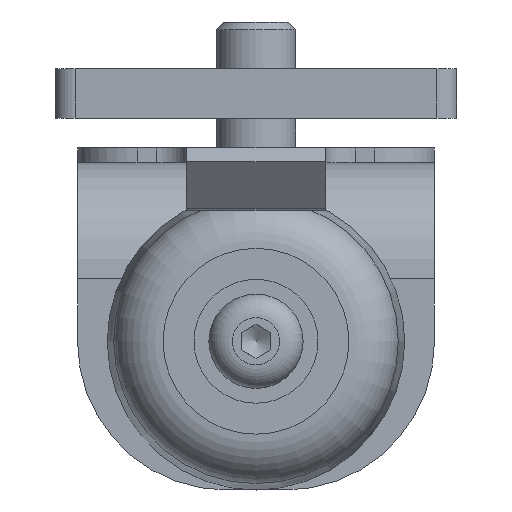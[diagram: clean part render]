
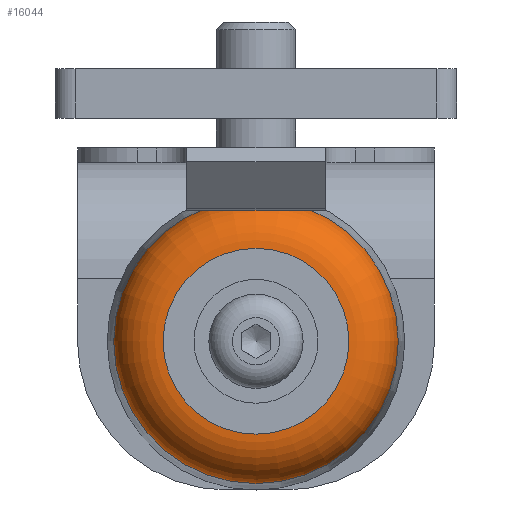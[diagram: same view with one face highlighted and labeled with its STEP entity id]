
A CAD part, left-side view. The second image highlights one B-rep face of the part: STEP entity #16044.
In plain terms, the highlighted toroidal (fillet/blend) face has major radius 9.37 mm and minor radius 5 mm.
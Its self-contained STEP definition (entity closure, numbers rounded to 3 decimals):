
#2373=TOROIDAL_SURFACE('',#17176,9.37,5.);
#2543=FACE_OUTER_BOUND('',#3489,.T.);
#3489=EDGE_LOOP('',(#9735,#9736,#9737,#9738,#9739));
#4968=CIRCLE('',#17175,9.37);
#4969=CIRCLE('',#17177,14.355);
#4970=CIRCLE('',#17178,14.355);
#4971=CIRCLE('',#17179,5.);
#5140=VERTEX_POINT('',#21136);
#5141=VERTEX_POINT('',#21139);
#5142=VERTEX_POINT('',#21140);
#6966=EDGE_CURVE('',#5140,#5140,#4968,.T.);
#6967=EDGE_CURVE('',#5141,#5142,#4969,.T.);
#6968=EDGE_CURVE('',#5142,#5141,#4970,.T.);
#6969=EDGE_CURVE('',#5142,#5140,#4971,.T.);
#9735=ORIENTED_EDGE('',*,*,#6967,.F.);
#9736=ORIENTED_EDGE('',*,*,#6968,.F.);
#9737=ORIENTED_EDGE('',*,*,#6969,.T.);
#9738=ORIENTED_EDGE('',*,*,#6966,.T.);
#9739=ORIENTED_EDGE('',*,*,#6969,.F.);
#16044=ADVANCED_FACE('',(#2543),#2373,.T.);
#17175=AXIS2_PLACEMENT_3D('',#21137,#18449,#18450);
#17176=AXIS2_PLACEMENT_3D('',#21138,#18451,#18452);
#17177=AXIS2_PLACEMENT_3D('',#21141,#18453,#18454);
#17178=AXIS2_PLACEMENT_3D('',#21142,#18455,#18456);
#17179=AXIS2_PLACEMENT_3D('',#21143,#18457,#18458);
#18449=DIRECTION('center_axis',(0.,-1.,0.));
#18450=DIRECTION('ref_axis',(1.,0.,0.));
#18451=DIRECTION('center_axis',(0.,-1.,0.));
#18452=DIRECTION('ref_axis',(0.,0.,-1.));
#18453=DIRECTION('center_axis',(0.,-1.,0.));
#18454=DIRECTION('ref_axis',(1.,0.,0.));
#18455=DIRECTION('center_axis',(0.,-1.,0.));
#18456=DIRECTION('ref_axis',(1.,0.,0.));
#18457=DIRECTION('center_axis',(-1.,0.,0.));
#18458=DIRECTION('ref_axis',(0.,0.,1.));
#21136=CARTESIAN_POINT('',(0.,13.,9.37));
#21137=CARTESIAN_POINT('Origin',(0.,13.,0.));
#21138=CARTESIAN_POINT('Origin',(0.,8.,0.));
#21139=CARTESIAN_POINT('',(-14.355,8.383,0.));
#21140=CARTESIAN_POINT('',(0.,8.383,14.355));
#21141=CARTESIAN_POINT('Origin',(0.,8.383,0.));
#21142=CARTESIAN_POINT('Origin',(0.,8.383,0.));
#21143=CARTESIAN_POINT('Origin',(0.,8.,9.37));
